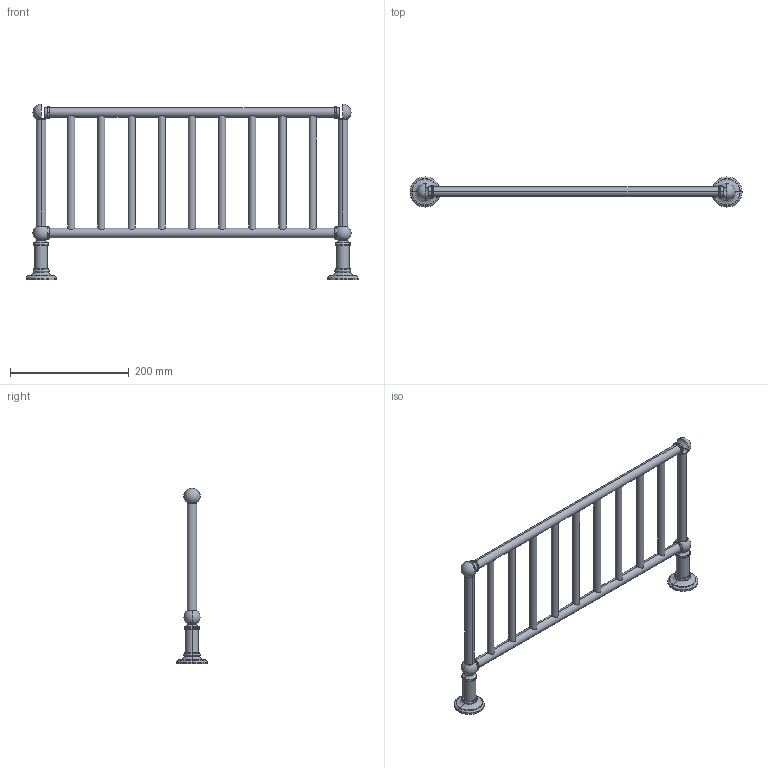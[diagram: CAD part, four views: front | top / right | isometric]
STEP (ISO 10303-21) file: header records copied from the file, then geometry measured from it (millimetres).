
FILE_DESCRIPTION((''),'2;1');
FILE_NAME('4540-20_WEB','2010-09-06T',('project'),(''),'PRO/ENGINEER BY PARAMETRIC TECHNOLOGY CORPORATION, 2009300','PRO/ENGINEER BY PARAMETRIC TECHNOLOGY CORPORATION, 2009300','');
FILE_SCHEMA(('CONFIG_CONTROL_DESIGN'));
Length unit declared in the file: inch
Products named in the file (1): 4540-20_WEB
Bounding box: 558.8 x 50.8 x 295.7 mm (x, y, z)
Surface area: 167252.9 mm2 (no closed solid volume)
Topology: 0 solids, 25 shells, 158 faces, 412 edges, 240 vertices
Faces by surface type: cylinder 70, torus 68, plane 12, sphere 8
Entity records: 5314 total; most frequent: CARTESIAN_POINT 1378, DIRECTION 964, ORIENTED_EDGE 696, AXIS2_PLACEMENT_3D 438, EDGE_CURVE 404, CIRCLE 280, VERTEX_POINT 240, EDGE_LOOP 158
